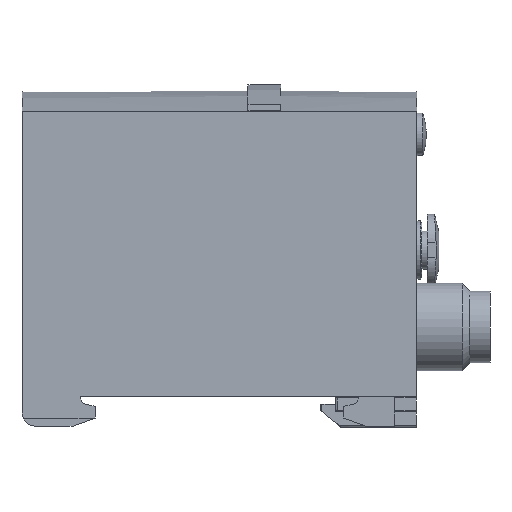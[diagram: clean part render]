
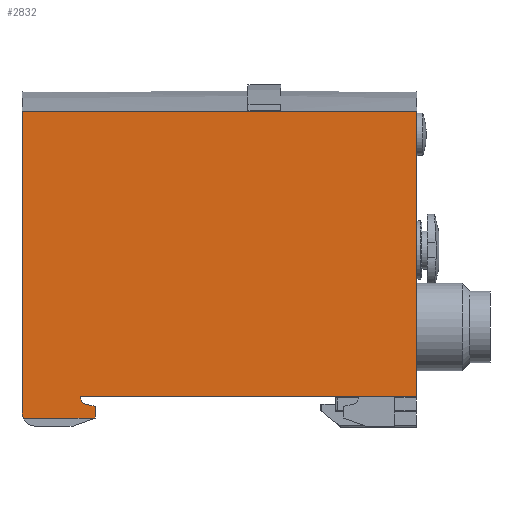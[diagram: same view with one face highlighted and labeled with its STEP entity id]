
A CAD part, left-side view. The second image highlights one B-rep face of the part: STEP entity #2832.
In plain terms, the highlighted planar face has unit normal (-1, 0, 0).
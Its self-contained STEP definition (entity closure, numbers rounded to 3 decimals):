
#113=CIRCLE('',#2992,1.1);
#114=CIRCLE('',#2995,2.);
#297=ORIENTED_EDGE('',*,*,#882,.F.);
#298=ORIENTED_EDGE('',*,*,#883,.T.);
#299=ORIENTED_EDGE('',*,*,#884,.F.);
#300=ORIENTED_EDGE('',*,*,#885,.F.);
#301=ORIENTED_EDGE('',*,*,#886,.T.);
#302=ORIENTED_EDGE('',*,*,#887,.T.);
#303=ORIENTED_EDGE('',*,*,#888,.F.);
#304=ORIENTED_EDGE('',*,*,#889,.F.);
#305=ORIENTED_EDGE('',*,*,#873,.F.);
#306=ORIENTED_EDGE('',*,*,#877,.F.);
#873=EDGE_CURVE('',#1165,#1166,#1379,.T.);
#877=EDGE_CURVE('',#1168,#1165,#113,.F.);
#882=EDGE_CURVE('',#1171,#1168,#1386,.T.);
#883=EDGE_CURVE('',#1171,#1172,#1387,.T.);
#884=EDGE_CURVE('',#1173,#1172,#1388,.T.);
#885=EDGE_CURVE('',#1174,#1173,#1389,.T.);
#886=EDGE_CURVE('',#1174,#1175,#114,.F.);
#887=EDGE_CURVE('',#1175,#1176,#1390,.T.);
#888=EDGE_CURVE('',#1177,#1176,#1391,.T.);
#889=EDGE_CURVE('',#1166,#1177,#1392,.T.);
#1165=VERTEX_POINT('',#4012);
#1166=VERTEX_POINT('',#4014);
#1168=VERTEX_POINT('',#4020);
#1171=VERTEX_POINT('',#4031);
#1172=VERTEX_POINT('',#4033);
#1173=VERTEX_POINT('',#4035);
#1174=VERTEX_POINT('',#4037);
#1175=VERTEX_POINT('',#4039);
#1176=VERTEX_POINT('',#4041);
#1177=VERTEX_POINT('',#4043);
#1379=LINE('',#4013,#1591);
#1386=LINE('',#4030,#1598);
#1387=LINE('',#4032,#1599);
#1388=LINE('',#4034,#1600);
#1389=LINE('',#4036,#1601);
#1390=LINE('',#4040,#1602);
#1391=LINE('',#4042,#1603);
#1392=LINE('',#4044,#1604);
#1591=VECTOR('',#3320,1000.);
#1598=VECTOR('',#3337,1000.);
#1599=VECTOR('',#3338,1000.);
#1600=VECTOR('',#3339,1000.);
#1601=VECTOR('',#3340,1000.);
#1602=VECTOR('',#3343,1000.);
#1603=VECTOR('',#3344,1000.);
#1604=VECTOR('',#3345,1000.);
#1769=EDGE_LOOP('',(#297,#298,#299,#300,#301,#302,#303,#304,#305,#306));
#1939=FACE_BOUND('',#1769,.T.);
#2099=PLANE('',#2994);
#2832=ADVANCED_FACE('',(#1939),#2099,.F.);
#2992=AXIS2_PLACEMENT_3D('',#4021,#3327,#3328);
#2994=AXIS2_PLACEMENT_3D('',#4029,#3335,#3336);
#2995=AXIS2_PLACEMENT_3D('',#4038,#3341,#3342);
#3320=DIRECTION('',(0.,-0.966,-0.259));
#3327=DIRECTION('',(1.,0.,0.));
#3328=DIRECTION('',(0.,0.,-1.));
#3335=DIRECTION('',(1.,0.,0.));
#3336=DIRECTION('',(0.,0.,-1.));
#3337=DIRECTION('',(0.,1.,0.));
#3338=DIRECTION('',(0.,0.,1.));
#3339=DIRECTION('',(0.,-1.,0.));
#3340=DIRECTION('',(0.,0.,1.));
#3341=DIRECTION('',(1.,0.,0.));
#3342=DIRECTION('',(0.,0.,-1.));
#3343=DIRECTION('',(0.,-1.,0.));
#3344=DIRECTION('',(0.,0.94,-0.342));
#3345=DIRECTION('',(0.,0.,-1.));
#4012=CARTESIAN_POINT('',(-16.,45.437,-19.895));
#4013=CARTESIAN_POINT('',(-16.,52.65,-17.962));
#4014=CARTESIAN_POINT('',(-16.,44.,-20.28));
#4020=CARTESIAN_POINT('',(-16.,46.,-18.9));
#4021=CARTESIAN_POINT('',(-16.,44.901,-18.935));
#4029=CARTESIAN_POINT('',(-16.,54.,-23.));
#4030=CARTESIAN_POINT('',(-16.,54.,-18.9));
#4031=CARTESIAN_POINT('',(-16.,0.,-18.9));
#4032=CARTESIAN_POINT('',(-16.,0.,-23.));
#4033=CARTESIAN_POINT('',(-16.,0.,20.105));
#4034=CARTESIAN_POINT('',(-16.,54.,20.105));
#4035=CARTESIAN_POINT('',(-16.,54.,20.105));
#4036=CARTESIAN_POINT('',(-16.,54.,-23.));
#4037=CARTESIAN_POINT('',(-16.,54.,-21.));
#4038=CARTESIAN_POINT('',(-16.,52.,-21.));
#4039=CARTESIAN_POINT('',(-16.,53.786,-21.9));
#4040=CARTESIAN_POINT('',(-16.,54.,-21.9));
#4041=CARTESIAN_POINT('',(-16.,44.137,-21.9));
#4042=CARTESIAN_POINT('',(-16.,53.2,-25.198));
#4043=CARTESIAN_POINT('',(-16.,44.,-21.85));
#4044=CARTESIAN_POINT('',(-16.,44.,-23.));
